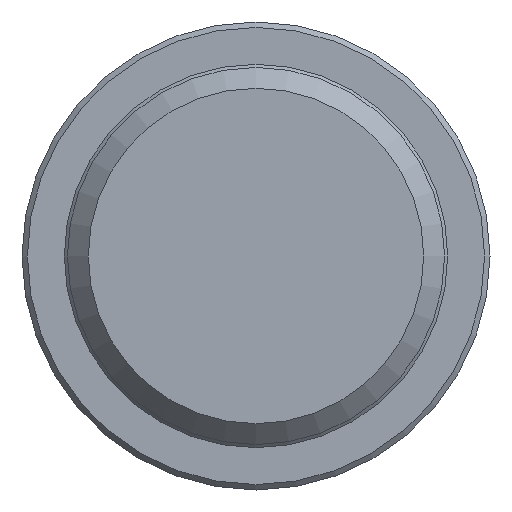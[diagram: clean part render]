
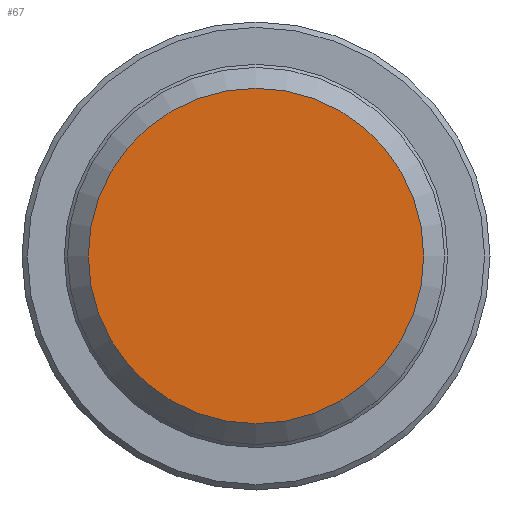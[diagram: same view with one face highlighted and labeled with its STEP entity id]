
A CAD part, front view. The second image highlights one B-rep face of the part: STEP entity #67.
In plain terms, the highlighted planar face has unit normal (0, -1, 0).
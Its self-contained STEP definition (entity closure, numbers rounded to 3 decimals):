
#67 = ADVANCED_FACE( '', ( #160 ), #161, .F. );
#160 = FACE_OUTER_BOUND( '', #282, .T. );
#161 = PLANE( '', #283 );
#282 = EDGE_LOOP( '', ( #410 ) );
#283 = AXIS2_PLACEMENT_3D( '', #411, #412, #413 );
#410 = ORIENTED_EDGE( '', *, *, #664, .T. );
#411 = CARTESIAN_POINT( '', ( 9.316, -14., 0. ) );
#412 = DIRECTION( '', ( 0., 1., 0. ) );
#413 = DIRECTION( '', ( 0., 0., 1. ) );
#664 = EDGE_CURVE( '', #772, #772, #773, .T. );
#772 = VERTEX_POINT( '', #920 );
#773 = CIRCLE( '', #921, 9.316 );
#920 = CARTESIAN_POINT( '', ( 0., -14., -9.316 ) );
#921 = AXIS2_PLACEMENT_3D( '', #1126, #1127, #1128 );
#1126 = CARTESIAN_POINT( '', ( 0., -14., 0. ) );
#1127 = DIRECTION( '', ( 0., -1., 0. ) );
#1128 = DIRECTION( '', ( 0., 0., -1. ) );
